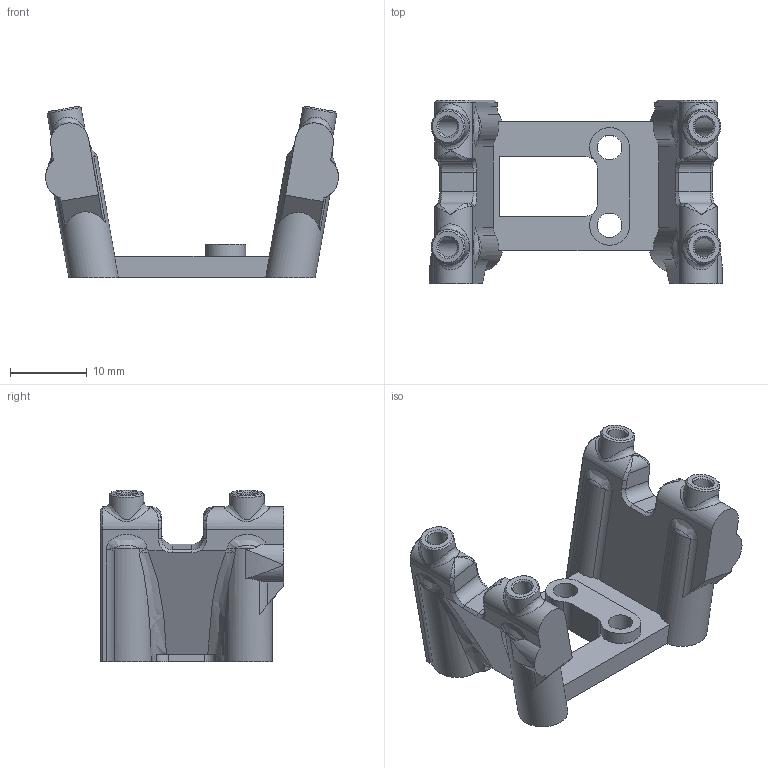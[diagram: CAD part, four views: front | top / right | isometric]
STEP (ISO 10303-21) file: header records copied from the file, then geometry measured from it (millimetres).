
FILE_DESCRIPTION(/* description */ (''),/* implementation_level */ '2;1');
FILE_NAME(/* name */ 'SLiM_-_Euclid_Carrier_UHF.step',/* time_stamp */ '2023-07-31T17:40:15+02:00',/* author */ (''),/* organization */ (''),/* preprocessor_version */ 'ST-DEVELOPER v20',/* originating_system */ 'Autodesk Translation Framework v12.9.0.99',/* authorisation */ '');
FILE_SCHEMA (('AUTOMOTIVE_DESIGN { 1 0 10303 214 3 1 1 }'));
Length unit declared in the file: millimetre
Products named in the file (1): FusionComponent
Bounding box: 38.27 x 24 x 22.42 mm (x, y, z)
Volume: 4223.9 mm3; surface area: 4335.4 mm2
Topology: 1 solids, 1 shells, 186 faces, 488 edges, 299 vertices
Faces by surface type: plane 61, cylinder 59, bspline 40, cone 26
Full cylindrical faces by diameter (mm): 2.5 x4, 3.2 x2, 4 x4, 4.5 x4
Entity records: 9889 total; most frequent: CARTESIAN_POINT 5549, ORIENTED_EDGE 952, DIRECTION 823, EDGE_CURVE 476, AXIS2_PLACEMENT_3D 301, VERTEX_POINT 299, LINE 221, VECTOR 221
